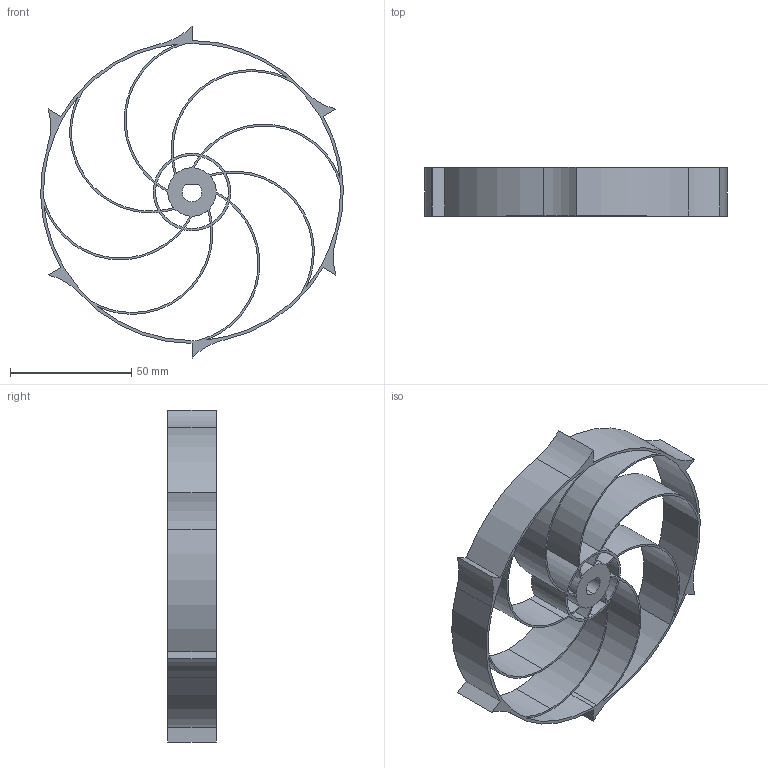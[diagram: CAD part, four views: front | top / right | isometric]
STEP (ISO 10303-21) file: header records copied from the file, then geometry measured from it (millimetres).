
FILE_DESCRIPTION (( 'STEP AP214' ), '1' );
FILE_NAME ('Wheel spokes demo.STEP', '2024-07-25T20:49:12', ( '' ), ( '' ), 'SwSTEP 2.0', 'SolidWorks 2023', '' );
FILE_SCHEMA (( 'AUTOMOTIVE_DESIGN' ));
Length unit declared in the file: millimetre
Products named in the file (1): Wheel spokes demo
Bounding box: 124.96 x 20 x 137 mm (x, y, z)
Volume: 29477.1 mm3; surface area: 48765.9 mm2
Topology: 1 solids, 1 shells, 96 faces, 282 edges, 188 vertices
Faces by surface type: cylinder 87, plane 9
Entity records: 3391 total; most frequent: DIRECTION 650, CARTESIAN_POINT 567, ORIENTED_EDGE 564, EDGE_CURVE 282, AXIS2_PLACEMENT_3D 271, VERTEX_POINT 188, CIRCLE 174, EDGE_LOOP 130
